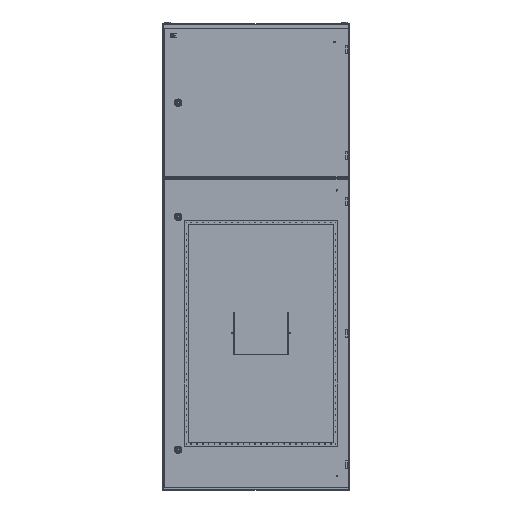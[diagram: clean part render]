
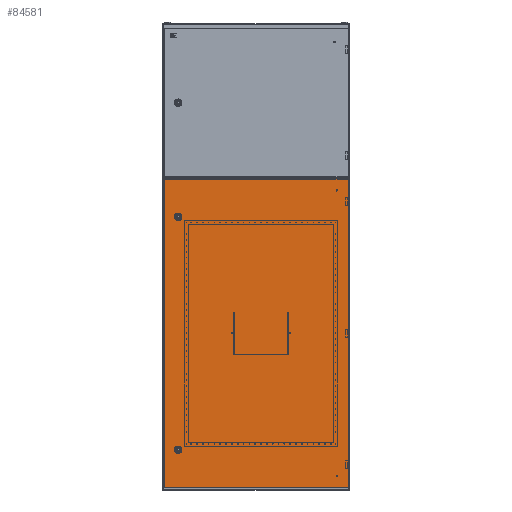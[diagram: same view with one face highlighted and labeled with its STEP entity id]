
A CAD part, top view. The second image highlights one B-rep face of the part: STEP entity #84581.
In plain terms, the highlighted planar face has unit normal (0, 0, 1).
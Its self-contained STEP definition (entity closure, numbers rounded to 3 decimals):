
#1803 = CARTESIAN_POINT ( 'NONE',  ( 60., 500., 0. ) ) ;
#2083 = DIRECTION ( 'NONE',  ( 1., 0., 0. ) ) ;
#3628 = CARTESIAN_POINT ( 'NONE',  ( 790.5, -663.5, 0. ) ) ;
#6767 = CIRCLE ( 'NONE', #72218, 1.5 ) ;
#11206 = EDGE_CURVE ( 'NONE', #53987, #98105, #52493, .T. ) ;
#13324 = EDGE_CURVE ( 'NONE', #59346, #103337, #6767, .T. ) ;
#14574 = EDGE_CURVE ( 'NONE', #81076, #97267, #103666, .T. ) ;
#15516 = CARTESIAN_POINT ( 'NONE',  ( 0., 663.5, 0. ) ) ;
#16374 = LINE ( 'NONE', #95073, #96204 ) ;
#20139 = CARTESIAN_POINT ( 'NONE',  ( 0., 0., 0. ) ) ;
#20251 = DIRECTION ( 'NONE',  ( 0., 0., 1. ) ) ;
#21096 = VECTOR ( 'NONE', #86735, 1000. ) ;
#21740 = DIRECTION ( 'NONE',  ( 0., 0., 1. ) ) ;
#24217 = CARTESIAN_POINT ( 'NONE',  ( 790.5, 663.5, 0. ) ) ;
#24368 = CARTESIAN_POINT ( 'NONE',  ( 0., 663.5, 0. ) ) ;
#28718 = AXIS2_PLACEMENT_3D ( 'NONE', #1803, #20251, #46090 ) ;
#30148 = ORIENTED_EDGE ( 'NONE', *, *, #104038, .F. ) ;
#31537 = LINE ( 'NONE', #24368, #104362 ) ;
#33376 = CIRCLE ( 'NONE', #60445, 1.5 ) ;
#33771 = ORIENTED_EDGE ( 'NONE', *, *, #13324, .F. ) ;
#35248 = DIRECTION ( 'NONE',  ( -1., 0., 0. ) ) ;
#35616 = CARTESIAN_POINT ( 'NONE',  ( 58.5, -500., 0. ) ) ;
#35995 = CARTESIAN_POINT ( 'NONE',  ( 60., -500., 0. ) ) ;
#40546 = CARTESIAN_POINT ( 'NONE',  ( 790.5, 663.5, 0. ) ) ;
#41825 = DIRECTION ( 'NONE',  ( -1., 0., 0. ) ) ;
#45240 = CARTESIAN_POINT ( 'NONE',  ( 61.5, 500., 0. ) ) ;
#46090 = DIRECTION ( 'NONE',  ( 1., 0., 0. ) ) ;
#47557 = DIRECTION ( 'NONE',  ( -1., 0., 0. ) ) ;
#47903 = PLANE ( 'NONE',  #65588 ) ;
#49759 = FACE_BOUND ( 'NONE', #94192, .T. ) ;
#49998 = CARTESIAN_POINT ( 'NONE',  ( 0., -663.5, 0. ) ) ;
#52493 = CIRCLE ( 'NONE', #28718, 1.5 ) ;
#53987 = VERTEX_POINT ( 'NONE', #45240 ) ;
#56546 = DIRECTION ( 'NONE',  ( 0., 0., 1. ) ) ;
#56888 = DIRECTION ( 'NONE',  ( 0., 0., 1. ) ) ;
#59346 = VERTEX_POINT ( 'NONE', #92801 ) ;
#59376 = CIRCLE ( 'NONE', #106556, 1.5 ) ;
#60445 = AXIS2_PLACEMENT_3D ( 'NONE', #35995, #71159, #35248 ) ;
#63901 = VERTEX_POINT ( 'NONE', #49998 ) ;
#65588 = AXIS2_PLACEMENT_3D ( 'NONE', #20139, #56888, #2083 ) ;
#65667 = VECTOR ( 'NONE', #84145, 1000. ) ;
#68148 = ORIENTED_EDGE ( 'NONE', *, *, #14574, .T. ) ;
#69268 = DIRECTION ( 'NONE',  ( 0., -1., 0. ) ) ;
#70677 = FACE_OUTER_BOUND ( 'NONE', #77726, .T. ) ;
#71153 = EDGE_CURVE ( 'NONE', #103337, #59346, #33376, .T. ) ;
#71159 = DIRECTION ( 'NONE',  ( 0., 0., 1. ) ) ;
#72218 = AXIS2_PLACEMENT_3D ( 'NONE', #91743, #56546, #47557 ) ;
#75595 = ORIENTED_EDGE ( 'NONE', *, *, #87962, .T. ) ;
#77587 = ORIENTED_EDGE ( 'NONE', *, *, #11206, .F. ) ;
#77726 = EDGE_LOOP ( 'NONE', ( #106790, #75595, #68148, #79392 ) ) ;
#78348 = CARTESIAN_POINT ( 'NONE',  ( 58.5, 500., 0. ) ) ;
#79392 = ORIENTED_EDGE ( 'NONE', *, *, #83578, .T. ) ;
#81076 = VERTEX_POINT ( 'NONE', #3628 ) ;
#83578 = EDGE_CURVE ( 'NONE', #97267, #99116, #16374, .T. ) ;
#83851 = LINE ( 'NONE', #102148, #65667 ) ;
#84145 = DIRECTION ( 'NONE',  ( 1., 0., 0. ) ) ;
#84581 = ADVANCED_FACE ( 'NONE', ( #49759, #115529, #70677 ), #47903, .T. ) ;
#86735 = DIRECTION ( 'NONE',  ( 0., 1., 0. ) ) ;
#87962 = EDGE_CURVE ( 'NONE', #63901, #81076, #83851, .T. ) ;
#91743 = CARTESIAN_POINT ( 'NONE',  ( 60., -500., 0. ) ) ;
#92801 = CARTESIAN_POINT ( 'NONE',  ( 61.5, -500., 0. ) ) ;
#93297 = DIRECTION ( 'NONE',  ( 1., 0., 0. ) ) ;
#93526 = EDGE_LOOP ( 'NONE', ( #77587, #30148 ) ) ;
#94192 = EDGE_LOOP ( 'NONE', ( #33771, #99902 ) ) ;
#95073 = CARTESIAN_POINT ( 'NONE',  ( 0., 663.5, 0. ) ) ;
#96204 = VECTOR ( 'NONE', #41825, 1000. ) ;
#97267 = VERTEX_POINT ( 'NONE', #40546 ) ;
#98105 = VERTEX_POINT ( 'NONE', #78348 ) ;
#99116 = VERTEX_POINT ( 'NONE', #15516 ) ;
#99902 = ORIENTED_EDGE ( 'NONE', *, *, #71153, .F. ) ;
#102148 = CARTESIAN_POINT ( 'NONE',  ( 0., -663.5, 0. ) ) ;
#103337 = VERTEX_POINT ( 'NONE', #35616 ) ;
#103666 = LINE ( 'NONE', #24217, #21096 ) ;
#104038 = EDGE_CURVE ( 'NONE', #98105, #53987, #59376, .T. ) ;
#104362 = VECTOR ( 'NONE', #69268, 1000. ) ;
#106556 = AXIS2_PLACEMENT_3D ( 'NONE', #112451, #21740, #93297 ) ;
#106790 = ORIENTED_EDGE ( 'NONE', *, *, #116119, .T. ) ;
#112451 = CARTESIAN_POINT ( 'NONE',  ( 60., 500., 0. ) ) ;
#115529 = FACE_BOUND ( 'NONE', #93526, .T. ) ;
#116119 = EDGE_CURVE ( 'NONE', #99116, #63901, #31537, .T. ) ;
